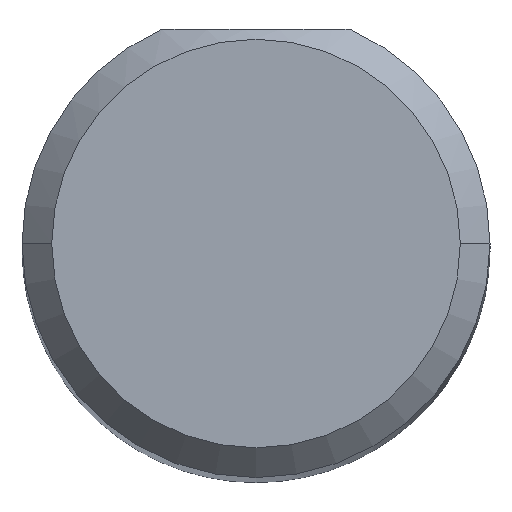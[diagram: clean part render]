
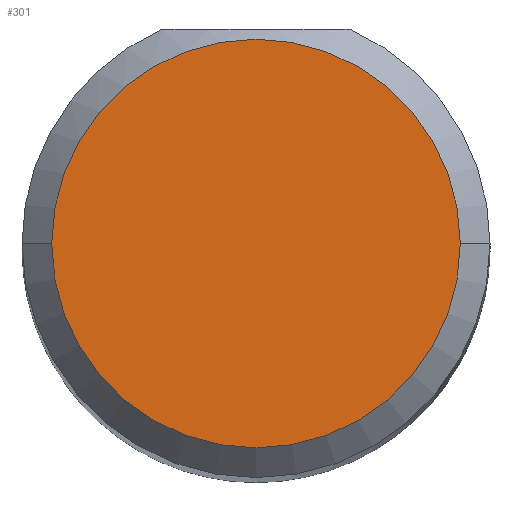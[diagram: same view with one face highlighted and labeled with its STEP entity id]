
A CAD part, top view. The second image highlights one B-rep face of the part: STEP entity #301.
In plain terms, the highlighted planar face has unit normal (0, 0, 1).
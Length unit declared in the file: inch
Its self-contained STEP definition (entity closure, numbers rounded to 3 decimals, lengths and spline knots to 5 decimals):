
#53 = EDGE_CURVE ( 'NONE', #319, #206, #175, .T. ) ;
#97 = DIRECTION ( 'NONE',  ( 1., 0., 0. ) ) ;
#104 = AXIS2_PLACEMENT_3D ( 'NONE', #289, #157, #204 ) ;
#106 = CARTESIAN_POINT ( 'NONE',  ( 0.10311, 0., 2.24409 ) ) ;
#116 = FACE_OUTER_BOUND ( 'NONE', #279, .T. ) ;
#132 = CARTESIAN_POINT ( 'NONE',  ( -0.10311, 0., 2.24409 ) ) ;
#156 = ORIENTED_EDGE ( 'NONE', *, *, #53, .T. ) ;
#157 = DIRECTION ( 'NONE',  ( 0., 0., 1. ) ) ;
#174 = CARTESIAN_POINT ( 'NONE',  ( 0., 0., 2.24409 ) ) ;
#175 = CIRCLE ( 'NONE', #373, 0.10311 ) ;
#204 = DIRECTION ( 'NONE',  ( 1., 0., 0. ) ) ;
#206 = VERTEX_POINT ( 'NONE', #106 ) ;
#255 = AXIS2_PLACEMENT_3D ( 'NONE', #339, #266, #438 ) ;
#266 = DIRECTION ( 'NONE',  ( 0., 0., 1. ) ) ;
#270 = ORIENTED_EDGE ( 'NONE', *, *, #459, .T. ) ;
#278 = PLANE ( 'NONE',  #104 ) ;
#279 = EDGE_LOOP ( 'NONE', ( #156, #270 ) ) ;
#289 = CARTESIAN_POINT ( 'NONE',  ( 0., 0., 2.24409 ) ) ;
#301 = ADVANCED_FACE ( 'NONE', ( #116 ), #278, .T. ) ;
#307 = CIRCLE ( 'NONE', #255, 0.10311 ) ;
#319 = VERTEX_POINT ( 'NONE', #132 ) ;
#339 = CARTESIAN_POINT ( 'NONE',  ( 0., 0., 2.24409 ) ) ;
#373 = AXIS2_PLACEMENT_3D ( 'NONE', #174, #509, #97 ) ;
#438 = DIRECTION ( 'NONE',  ( 1., 0., 0. ) ) ;
#459 = EDGE_CURVE ( 'NONE', #206, #319, #307, .T. ) ;
#509 = DIRECTION ( 'NONE',  ( 0., 0., 1. ) ) ;
